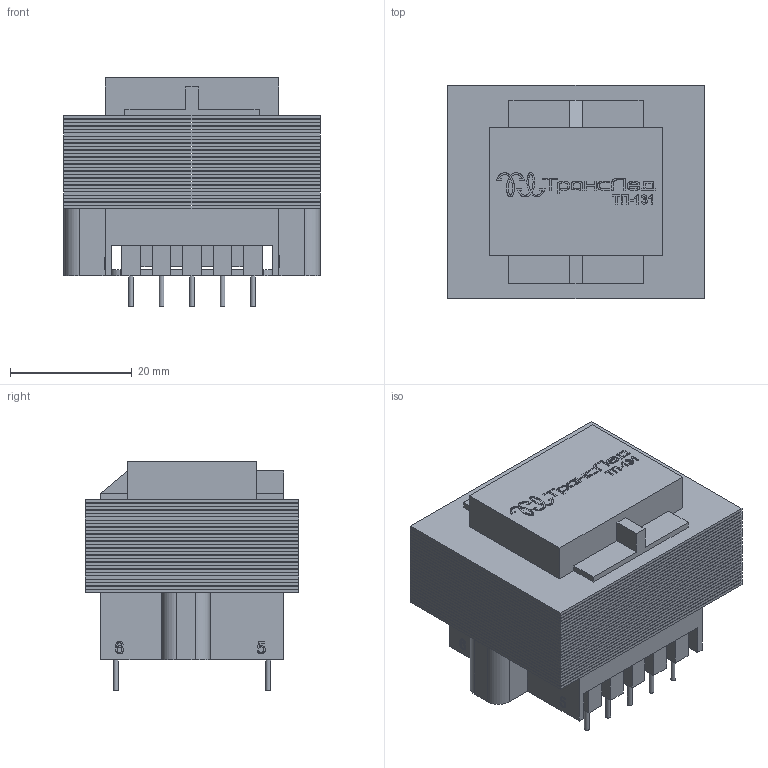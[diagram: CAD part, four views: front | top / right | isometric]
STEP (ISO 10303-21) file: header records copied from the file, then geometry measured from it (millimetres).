
FILE_DESCRIPTION(/* description */ (''),/* implementation_level */ '2;1');
FILE_NAME(/* name */ 'TP-131.step',/* time_stamp */ '2022-11-05T20:51:13+03:00',/* author */ (''),/* organization */ (''),/* preprocessor_version */ 'ST-DEVELOPER v19.2',/* originating_system */ 'Autodesk Translation Framework v11.17.0.187',/* authorisation */ '');
FILE_SCHEMA (('AUTOMOTIVE_DESIGN { 1 0 10303 214 3 1 1 }'));
Length unit declared in the file: millimetre
Products named in the file (1): step TP-131
Bounding box: 42 x 35 x 37.55 mm (x, y, z)
Volume: 31490.3 mm3; surface area: 91250.4 mm2
Topology: 72 solids, 72 shells, 853 faces, 2125 edges, 1416 vertices
Faces by surface type: plane 556, bspline 261, cylinder 36
Full cylindrical faces by diameter (mm): 0.8 x20
Entity records: 26957 total; most frequent: CARTESIAN_POINT 7986, ORIENTED_EDGE 4250, DIRECTION 3017, EDGE_CURVE 2125, LINE 1531, VECTOR 1531, VERTEX_POINT 1416, EDGE_LOOP 891
